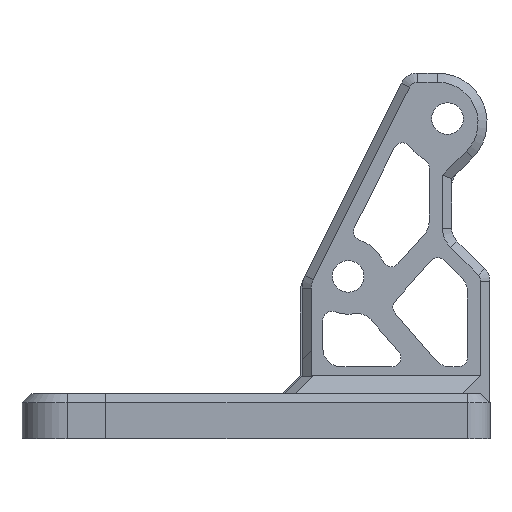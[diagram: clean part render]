
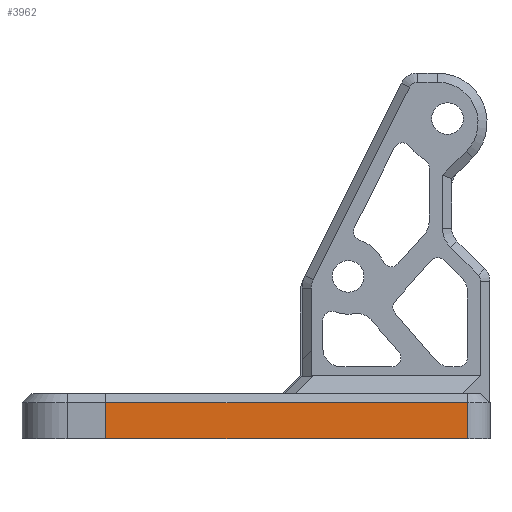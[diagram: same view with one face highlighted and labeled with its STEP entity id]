
A CAD part, left-side view. The second image highlights one B-rep face of the part: STEP entity #3962.
In plain terms, the highlighted planar face has unit normal (-1, 0, 0).
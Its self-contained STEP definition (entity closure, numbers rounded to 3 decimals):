
#372=PLANE('',#4389);
#533=FACE_OUTER_BOUND('',#791,.T.);
#791=EDGE_LOOP('',(#3334,#3335,#3336,#3337));
#995=LINE('',#6095,#1352);
#1041=LINE('',#6241,#1398);
#1178=LINE('',#6678,#1535);
#1179=LINE('',#6680,#1536);
#1352=VECTOR('',#4829,10.);
#1398=VECTOR('',#4957,2.5);
#1535=VECTOR('',#5416,10.);
#1536=VECTOR('',#5419,10.);
#1772=VERTEX_POINT('',#6077);
#1777=VERTEX_POINT('',#6090);
#1836=VERTEX_POINT('',#6240);
#1975=VERTEX_POINT('',#6676);
#2176=EDGE_CURVE('',#1772,#1777,#995,.T.);
#2249=EDGE_CURVE('',#1777,#1836,#1041,.T.);
#2467=EDGE_CURVE('',#1975,#1772,#1178,.T.);
#2468=EDGE_CURVE('',#1975,#1836,#1179,.F.);
#3334=ORIENTED_EDGE('',*,*,#2176,.F.);
#3335=ORIENTED_EDGE('',*,*,#2467,.F.);
#3336=ORIENTED_EDGE('',*,*,#2468,.T.);
#3337=ORIENTED_EDGE('',*,*,#2249,.F.);
#3962=ADVANCED_FACE('',(#533),#372,.T.);
#4389=AXIS2_PLACEMENT_3D('',#6679,#5417,#5418);
#4829=DIRECTION('',(0.,-1.,0.));
#4957=DIRECTION('',(0.,0.,-1.));
#5416=DIRECTION('',(0.,0.,1.));
#5417=DIRECTION('center_axis',(-1.,0.,0.));
#5418=DIRECTION('ref_axis',(0.,1.,0.));
#5419=DIRECTION('',(0.,1.,0.));
#6077=CARTESIAN_POINT('',(-20.1,-17.325,521.7));
#6090=CARTESIAN_POINT('',(-20.1,-57.35,521.7));
#6095=CARTESIAN_POINT('',(-20.1,-38.612,521.7));
#6240=CARTESIAN_POINT('',(-20.1,-57.35,517.7));
#6241=CARTESIAN_POINT('',(-20.1,-57.35,518.7));
#6676=CARTESIAN_POINT('',(-20.1,-17.325,517.7));
#6678=CARTESIAN_POINT('',(-20.1,-17.325,522.7));
#6679=CARTESIAN_POINT('Origin',(-20.1,-61.05,522.7));
#6680=CARTESIAN_POINT('',(-20.1,-38.612,517.7));
